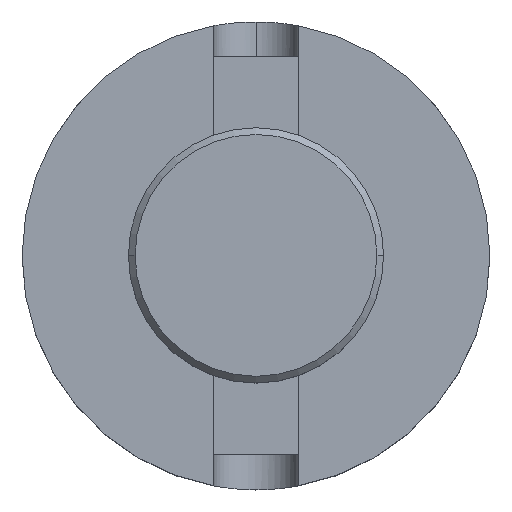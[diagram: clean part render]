
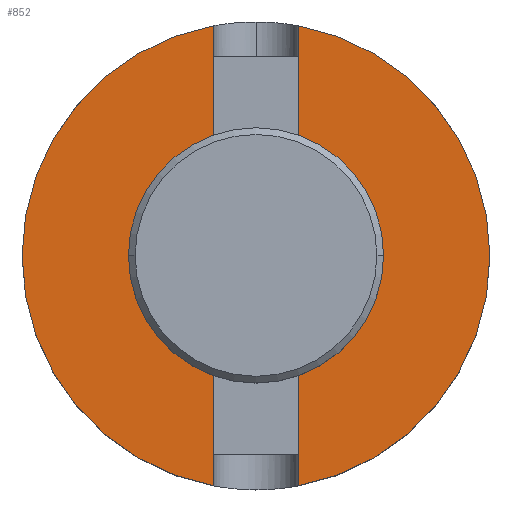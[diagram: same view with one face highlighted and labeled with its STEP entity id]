
A CAD part, top view. The second image highlights one B-rep face of the part: STEP entity #852.
In plain terms, the highlighted planar face has unit normal (0, 0, 1).
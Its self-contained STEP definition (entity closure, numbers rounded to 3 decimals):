
#26 = AXIS2_PLACEMENT_3D ( 'NONE', #928, #302, #1526 ) ;
#45 = AXIS2_PLACEMENT_3D ( 'NONE', #1506, #2306, #1289 ) ;
#52 = DIRECTION ( 'NONE',  ( 0., 0., -1. ) ) ;
#72 = VERTEX_POINT ( 'NONE', #75 ) ;
#73 = CIRCLE ( 'NONE', #1662, 15.875 ) ;
#75 = CARTESIAN_POINT ( 'NONE',  ( -34.925, 0., 203.2 ) ) ;
#90 = CARTESIAN_POINT ( 'NONE',  ( -6.35, 34.925, 203.2 ) ) ;
#101 = EDGE_CURVE ( 'NONE', #426, #2160, #608, .T. ) ;
#138 = DIRECTION ( 'NONE',  ( 0., 0., 1. ) ) ;
#166 = CARTESIAN_POINT ( 'NONE',  ( 15.875, 0., 203.2 ) ) ;
#262 = CARTESIAN_POINT ( 'NONE',  ( 6.35, -17., 203.2 ) ) ;
#295 = EDGE_CURVE ( 'NONE', #72, #426, #1081, .T. ) ;
#302 = DIRECTION ( 'NONE',  ( 0., 0., 1. ) ) ;
#306 = VERTEX_POINT ( 'NONE', #2209 ) ;
#344 = EDGE_CURVE ( 'NONE', #2481, #2251, #73, .T. ) ;
#414 = CARTESIAN_POINT ( 'NONE',  ( 6.35, -34.925, 203.2 ) ) ;
#426 = VERTEX_POINT ( 'NONE', #1611 ) ;
#439 = ORIENTED_EDGE ( 'NONE', *, *, #1405, .T. ) ;
#446 = EDGE_CURVE ( 'NONE', #2101, #830, #2387, .T. ) ;
#462 = CARTESIAN_POINT ( 'NONE',  ( -6.35, -17., 203.2 ) ) ;
#477 = CIRCLE ( 'NONE', #510, 34.925 ) ;
#504 = DIRECTION ( 'NONE',  ( 0., 1., 0. ) ) ;
#510 = AXIS2_PLACEMENT_3D ( 'NONE', #995, #2628, #1585 ) ;
#532 = EDGE_CURVE ( 'NONE', #2160, #830, #1047, .T. ) ;
#543 = CARTESIAN_POINT ( 'NONE',  ( 34.925, 0., 203.2 ) ) ;
#581 = EDGE_CURVE ( 'NONE', #306, #72, #1681, .T. ) ;
#608 = LINE ( 'NONE', #2121, #761 ) ;
#654 = VECTOR ( 'NONE', #2100, 1000. ) ;
#658 = ORIENTED_EDGE ( 'NONE', *, *, #532, .T. ) ;
#668 = PLANE ( 'NONE',  #2348 ) ;
#729 = VECTOR ( 'NONE', #1032, 1000. ) ;
#752 = FACE_BOUND ( 'NONE', #1873, .T. ) ;
#761 = VECTOR ( 'NONE', #504, 1000. ) ;
#787 = DIRECTION ( 'NONE',  ( 1., 0., 0. ) ) ;
#788 = AXIS2_PLACEMENT_3D ( 'NONE', #1383, #138, #787 ) ;
#824 = CARTESIAN_POINT ( 'NONE',  ( 6.35, -34.343, 203.2 ) ) ;
#830 = VERTEX_POINT ( 'NONE', #2502 ) ;
#839 = LINE ( 'NONE', #2535, #1997 ) ;
#852 = ADVANCED_FACE ( 'NONE', ( #752, #1678 ), #668, .F. ) ;
#883 = DIRECTION ( 'NONE',  ( -1., 0., 0. ) ) ;
#893 = CARTESIAN_POINT ( 'NONE',  ( 0., 34.925, 203.2 ) ) ;
#921 = ORIENTED_EDGE ( 'NONE', *, *, #2003, .T. ) ;
#928 = CARTESIAN_POINT ( 'NONE',  ( 0., 0., 203.2 ) ) ;
#966 = CARTESIAN_POINT ( 'NONE',  ( 6.35, 34.925, 203.2 ) ) ;
#968 = DIRECTION ( 'NONE',  ( 0., 0., 1. ) ) ;
#989 = VERTEX_POINT ( 'NONE', #1472 ) ;
#995 = CARTESIAN_POINT ( 'NONE',  ( 0., 0., 203.2 ) ) ;
#1005 = ORIENTED_EDGE ( 'NONE', *, *, #101, .T. ) ;
#1014 = LINE ( 'NONE', #966, #1863 ) ;
#1032 = DIRECTION ( 'NONE',  ( 0., 1., 0. ) ) ;
#1047 = LINE ( 'NONE', #262, #654 ) ;
#1078 = ORIENTED_EDGE ( 'NONE', *, *, #295, .T. ) ;
#1081 = CIRCLE ( 'NONE', #788, 34.925 ) ;
#1155 = EDGE_CURVE ( 'NONE', #989, #2468, #839, .T. ) ;
#1165 = DIRECTION ( 'NONE',  ( 1., 0., 0. ) ) ;
#1189 = CARTESIAN_POINT ( 'NONE',  ( 0., 0., 203.2 ) ) ;
#1238 = CIRCLE ( 'NONE', #26, 15.875 ) ;
#1289 = DIRECTION ( 'NONE',  ( 1., 0., 0. ) ) ;
#1294 = LINE ( 'NONE', #90, #2063 ) ;
#1360 = DIRECTION ( 'NONE',  ( 0., 0., 1. ) ) ;
#1381 = CARTESIAN_POINT ( 'NONE',  ( 6.35, 17., 203.2 ) ) ;
#1383 = CARTESIAN_POINT ( 'NONE',  ( 0., 0., 203.2 ) ) ;
#1405 = EDGE_CURVE ( 'NONE', #1683, #2468, #1014, .T. ) ;
#1408 = ORIENTED_EDGE ( 'NONE', *, *, #1792, .F. ) ;
#1433 = ORIENTED_EDGE ( 'NONE', *, *, #1854, .F. ) ;
#1458 = ORIENTED_EDGE ( 'NONE', *, *, #2488, .T. ) ;
#1472 = CARTESIAN_POINT ( 'NONE',  ( -6.35, 17., 203.2 ) ) ;
#1479 = CARTESIAN_POINT ( 'NONE',  ( 6.35, 34.343, 203.2 ) ) ;
#1506 = CARTESIAN_POINT ( 'NONE',  ( 0., 0., 203.2 ) ) ;
#1517 = DIRECTION ( 'NONE',  ( 1., 0., 0. ) ) ;
#1520 = ORIENTED_EDGE ( 'NONE', *, *, #1155, .F. ) ;
#1526 = DIRECTION ( 'NONE',  ( 1., 0., 0. ) ) ;
#1560 = EDGE_LOOP ( 'NONE', ( #658, #1598, #921, #1458, #439, #1520, #1433, #2605, #1078, #1005 ) ) ;
#1563 = AXIS2_PLACEMENT_3D ( 'NONE', #1780, #1360, #1165 ) ;
#1585 = DIRECTION ( 'NONE',  ( 1., 0., 0. ) ) ;
#1598 = ORIENTED_EDGE ( 'NONE', *, *, #446, .F. ) ;
#1611 = CARTESIAN_POINT ( 'NONE',  ( -6.35, -34.343, 203.2 ) ) ;
#1662 = AXIS2_PLACEMENT_3D ( 'NONE', #1189, #968, #2396 ) ;
#1678 = FACE_OUTER_BOUND ( 'NONE', #1560, .T. ) ;
#1681 = CIRCLE ( 'NONE', #45, 34.925 ) ;
#1683 = VERTEX_POINT ( 'NONE', #1479 ) ;
#1753 = DIRECTION ( 'NONE',  ( 0., -1., 0. ) ) ;
#1780 = CARTESIAN_POINT ( 'NONE',  ( 0., 0., 203.2 ) ) ;
#1792 = EDGE_CURVE ( 'NONE', #2251, #2481, #1238, .T. ) ;
#1854 = EDGE_CURVE ( 'NONE', #306, #989, #1294, .T. ) ;
#1863 = VECTOR ( 'NONE', #2393, 1000. ) ;
#1873 = EDGE_LOOP ( 'NONE', ( #2099, #1408 ) ) ;
#1942 = VERTEX_POINT ( 'NONE', #543 ) ;
#1997 = VECTOR ( 'NONE', #1517, 1000. ) ;
#2003 = EDGE_CURVE ( 'NONE', #2101, #1942, #2629, .T. ) ;
#2063 = VECTOR ( 'NONE', #1753, 1000. ) ;
#2099 = ORIENTED_EDGE ( 'NONE', *, *, #344, .F. ) ;
#2100 = DIRECTION ( 'NONE',  ( 1., 0., 0. ) ) ;
#2101 = VERTEX_POINT ( 'NONE', #824 ) ;
#2121 = CARTESIAN_POINT ( 'NONE',  ( -6.35, -34.925, 203.2 ) ) ;
#2160 = VERTEX_POINT ( 'NONE', #462 ) ;
#2209 = CARTESIAN_POINT ( 'NONE',  ( -6.35, 34.343, 203.2 ) ) ;
#2210 = CARTESIAN_POINT ( 'NONE',  ( -15.875, 0., 203.2 ) ) ;
#2251 = VERTEX_POINT ( 'NONE', #2210 ) ;
#2306 = DIRECTION ( 'NONE',  ( 0., 0., 1. ) ) ;
#2348 = AXIS2_PLACEMENT_3D ( 'NONE', #893, #52, #883 ) ;
#2387 = LINE ( 'NONE', #414, #729 ) ;
#2393 = DIRECTION ( 'NONE',  ( 0., -1., 0. ) ) ;
#2396 = DIRECTION ( 'NONE',  ( 1., 0., 0. ) ) ;
#2468 = VERTEX_POINT ( 'NONE', #1381 ) ;
#2481 = VERTEX_POINT ( 'NONE', #166 ) ;
#2488 = EDGE_CURVE ( 'NONE', #1942, #1683, #477, .T. ) ;
#2502 = CARTESIAN_POINT ( 'NONE',  ( 6.35, -17., 203.2 ) ) ;
#2535 = CARTESIAN_POINT ( 'NONE',  ( 6.35, 17., 203.2 ) ) ;
#2605 = ORIENTED_EDGE ( 'NONE', *, *, #581, .T. ) ;
#2628 = DIRECTION ( 'NONE',  ( 0., 0., 1. ) ) ;
#2629 = CIRCLE ( 'NONE', #1563, 34.925 ) ;
